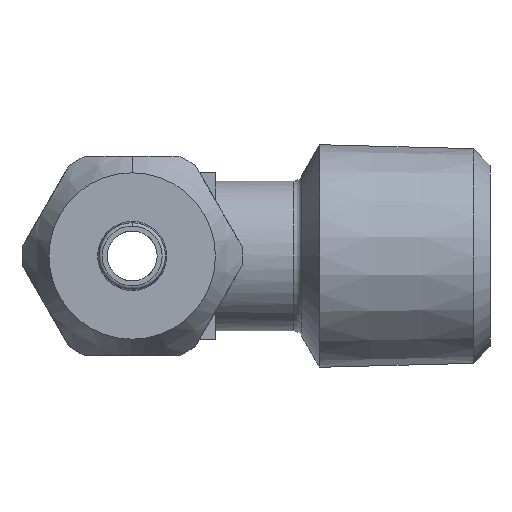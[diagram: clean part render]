
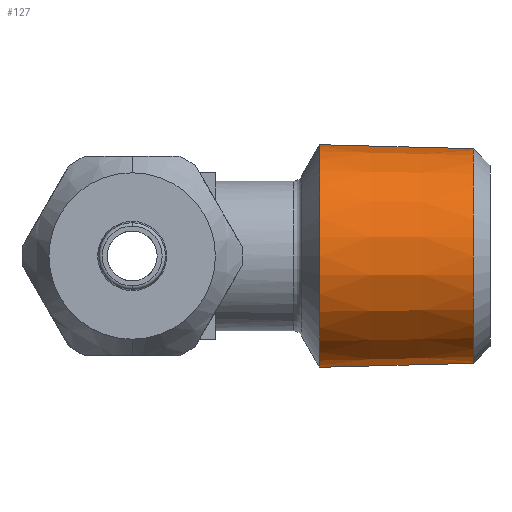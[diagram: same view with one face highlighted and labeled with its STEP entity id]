
A CAD part, left-side view. The second image highlights one B-rep face of the part: STEP entity #127.
In plain terms, the highlighted conical face has half-angle 1.47 degrees and reference radius 6.707 mm.
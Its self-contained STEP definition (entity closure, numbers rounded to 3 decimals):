
#127 = ADVANCED_FACE ( 'NONE', ( #1348 ), #2224, .T. ) ;
#136 = EDGE_CURVE ( 'NONE', #897, #866, #1360, .T. ) ;
#213 = VECTOR ( 'NONE', #2502, 1000. ) ;
#865 = VERTEX_POINT ( 'NONE', #3234 ) ;
#866 = VERTEX_POINT ( 'NONE', #3235 ) ;
#870 = VERTEX_POINT ( 'NONE', #3239 ) ;
#897 = VERTEX_POINT ( 'NONE', #3258 ) ;
#984 = CIRCLE ( 'NONE', #1034, 6.687 ) ;
#1034 = AXIS2_PLACEMENT_3D ( 'NONE', #3320, #3321, #3322 ) ;
#1091 = EDGE_CURVE ( 'NONE', #865, #866, #984, .T. ) ;
#1126 = EDGE_CURVE ( 'NONE', #870, #897, #3749, .T. ) ;
#1216 = EDGE_CURVE ( 'NONE', #870, #865, #1494, .T. ) ;
#1348 = FACE_OUTER_BOUND ( 'NONE', #2746, .T. ) ;
#1360 = LINE ( 'NONE', #1783, #2237 ) ;
#1494 = LINE ( 'NONE', #2501, #213 ) ;
#1753 = CARTESIAN_POINT ( 'NONE',  ( 0., -10.5, 0. ) ) ;
#1754 = DIRECTION ( 'NONE',  ( 0., 1., 0. ) ) ;
#1755 = DIRECTION ( 'NONE',  ( 0., 0., 1. ) ) ;
#1783 = CARTESIAN_POINT ( 'NONE',  ( 0., -10.5, -6.707 ) ) ;
#1784 = DIRECTION ( 'NONE',  ( 0., 1., -0.026 ) ) ;
#2222 = AXIS2_PLACEMENT_3D ( 'NONE', #1753, #1754, #1755 ) ;
#2224 = CONICAL_SURFACE ( 'NONE', #2222, 6.707, 0.026 ) ;
#2237 = VECTOR ( 'NONE', #1784, 1000. ) ;
#2501 = CARTESIAN_POINT ( 'NONE',  ( 0., -10.5, 6.707 ) ) ;
#2502 = DIRECTION ( 'NONE',  ( 0., 1., 0.026 ) ) ;
#2746 = EDGE_LOOP ( 'NONE', ( #3736, #3738, #3735, #3737 ) ) ;
#3234 = CARTESIAN_POINT ( 'NONE',  ( 0., -11.263, 6.687 ) ) ;
#3235 = CARTESIAN_POINT ( 'NONE',  ( 0., -11.263, -6.687 ) ) ;
#3239 = CARTESIAN_POINT ( 'NONE',  ( 0., -20.5, 6.45 ) ) ;
#3258 = CARTESIAN_POINT ( 'NONE',  ( 0., -20.5, -6.45 ) ) ;
#3320 = CARTESIAN_POINT ( 'NONE',  ( 0., -11.263, 0. ) ) ;
#3321 = DIRECTION ( 'NONE',  ( 0., -1., 0. ) ) ;
#3322 = DIRECTION ( 'NONE',  ( 0., 0., 1. ) ) ;
#3417 = CARTESIAN_POINT ( 'NONE',  ( 0., -20.5, 0. ) ) ;
#3418 = DIRECTION ( 'NONE',  ( 0., -1., 0. ) ) ;
#3419 = DIRECTION ( 'NONE',  ( 0., 0., -1. ) ) ;
#3735 = ORIENTED_EDGE ( 'NONE', *, *, #1216, .T. ) ;
#3736 = ORIENTED_EDGE ( 'NONE', *, *, #136, .F. ) ;
#3737 = ORIENTED_EDGE ( 'NONE', *, *, #1091, .T. ) ;
#3738 = ORIENTED_EDGE ( 'NONE', *, *, #1126, .F. ) ;
#3749 = CIRCLE ( 'NONE', #3752, 6.45 ) ;
#3752 = AXIS2_PLACEMENT_3D ( 'NONE', #3417, #3418, #3419 ) ;
